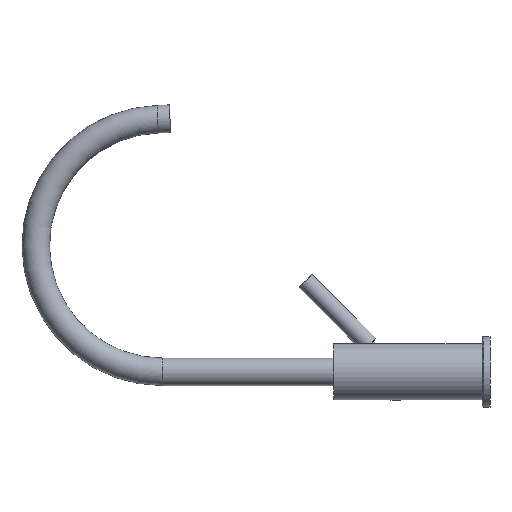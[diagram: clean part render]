
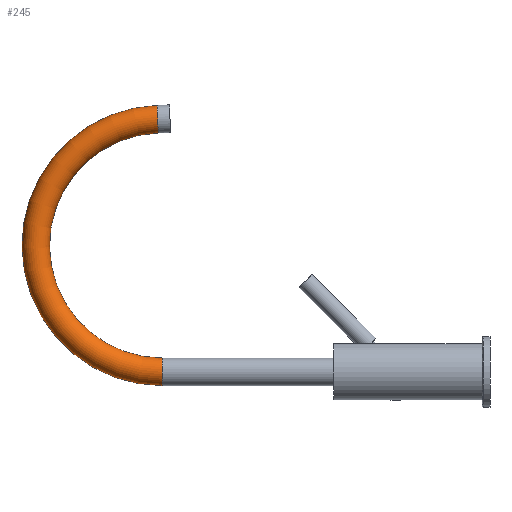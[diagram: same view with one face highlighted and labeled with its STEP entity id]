
A CAD part, left-side view. The second image highlights one B-rep face of the part: STEP entity #245.
In plain terms, the highlighted toroidal (fillet/blend) face has major radius 82.5 mm and minor radius 9 mm.
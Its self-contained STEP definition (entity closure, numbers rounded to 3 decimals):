
#24 = EDGE_CURVE ( 'NONE', #1340, #1231, #1093, .T. ) ;
#64 = CIRCLE ( 'NONE', #1123, 91.5 ) ;
#118 = CARTESIAN_POINT ( 'NONE',  ( 0., 112., 0. ) ) ;
#149 = CARTESIAN_POINT ( 'NONE',  ( 0., 114.565, 155.955 ) ) ;
#166 = AXIS2_PLACEMENT_3D ( 'NONE', #377, #266, #723 ) ;
#172 = ORIENTED_EDGE ( 'NONE', *, *, #24, .T. ) ;
#178 = FACE_OUTER_BOUND ( 'NONE', #1257, .T. ) ;
#192 = VERTEX_POINT ( 'NONE', #1134 ) ;
#240 = ORIENTED_EDGE ( 'NONE', *, *, #771, .F. ) ;
#245 = ADVANCED_FACE ( 'NONE', ( #178 ), #315, .T. ) ;
#266 = DIRECTION ( 'NONE',  ( 0., -0.999, 0.035 ) ) ;
#313 = CARTESIAN_POINT ( 'NONE',  ( 0., 115.193, 173.944 ) ) ;
#315 = TOROIDAL_SURFACE ( 'NONE', #816, 82.5, 9. ) ;
#377 = CARTESIAN_POINT ( 'NONE',  ( 0., 114.879, 164.95 ) ) ;
#392 = CIRCLE ( 'NONE', #1357, 9. ) ;
#447 = DIRECTION ( 'NONE',  ( 0., 0., 1. ) ) ;
#494 = CARTESIAN_POINT ( 'NONE',  ( 0., 112., 82.5 ) ) ;
#598 = ORIENTED_EDGE ( 'NONE', *, *, #1092, .T. ) ;
#615 = DIRECTION ( 'NONE',  ( 0., 0., -1. ) ) ;
#710 = DIRECTION ( 'NONE',  ( 0., 0., -1. ) ) ;
#715 = ORIENTED_EDGE ( 'NONE', *, *, #873, .F. ) ;
#723 = DIRECTION ( 'NONE',  ( 0., -0.035, -0.999 ) ) ;
#771 = EDGE_CURVE ( 'NONE', #1066, #1231, #915, .T. ) ;
#788 = DIRECTION ( 'NONE',  ( 1., 0., 0. ) ) ;
#816 = AXIS2_PLACEMENT_3D ( 'NONE', #1271, #1387, #615 ) ;
#873 = EDGE_CURVE ( 'NONE', #192, #1066, #64, .T. ) ;
#908 = AXIS2_PLACEMENT_3D ( 'NONE', #1113, #788, #1128 ) ;
#915 = CIRCLE ( 'NONE', #166, 9. ) ;
#1062 = DIRECTION ( 'NONE',  ( 1., 0., 0. ) ) ;
#1066 = VERTEX_POINT ( 'NONE', #313 ) ;
#1092 = EDGE_CURVE ( 'NONE', #192, #1340, #392, .T. ) ;
#1093 = CIRCLE ( 'NONE', #908, 73.5 ) ;
#1113 = CARTESIAN_POINT ( 'NONE',  ( 0., 112., 82.5 ) ) ;
#1123 = AXIS2_PLACEMENT_3D ( 'NONE', #494, #1062, #710 ) ;
#1128 = DIRECTION ( 'NONE',  ( 0., 0., -1. ) ) ;
#1130 = DIRECTION ( 'NONE',  ( 0., 1., 0. ) ) ;
#1134 = CARTESIAN_POINT ( 'NONE',  ( 0., 112., -9. ) ) ;
#1166 = CARTESIAN_POINT ( 'NONE',  ( 0., 112., 9. ) ) ;
#1231 = VERTEX_POINT ( 'NONE', #149 ) ;
#1257 = EDGE_LOOP ( 'NONE', ( #715, #598, #172, #240 ) ) ;
#1271 = CARTESIAN_POINT ( 'NONE',  ( 0., 112., 82.5 ) ) ;
#1340 = VERTEX_POINT ( 'NONE', #1166 ) ;
#1357 = AXIS2_PLACEMENT_3D ( 'NONE', #118, #1130, #447 ) ;
#1387 = DIRECTION ( 'NONE',  ( 1., 0., 0. ) ) ;
